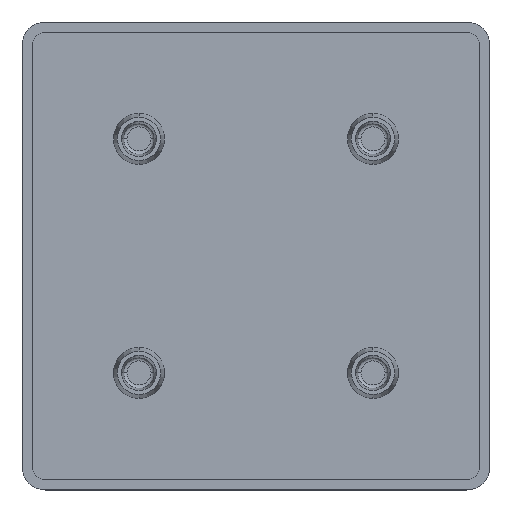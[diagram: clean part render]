
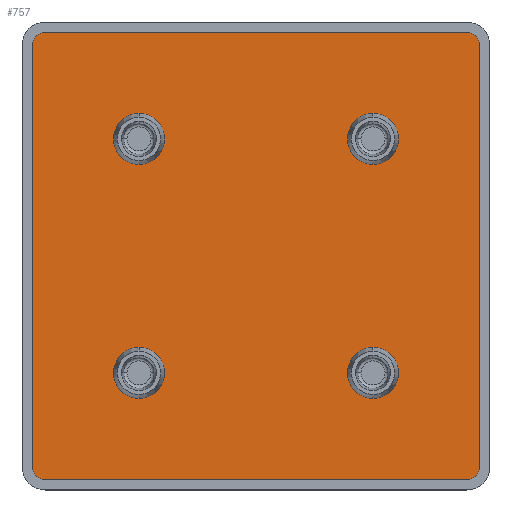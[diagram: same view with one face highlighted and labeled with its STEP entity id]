
A CAD part, top view. The second image highlights one B-rep face of the part: STEP entity #757.
In plain terms, the highlighted planar face has unit normal (0, 0, 1).
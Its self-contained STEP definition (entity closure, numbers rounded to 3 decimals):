
#11 = CARTESIAN_POINT ( 'NONE',  ( 10., -11.85, 1.3 ) ) ;
#14 = VECTOR ( 'NONE', #585, 1000. ) ;
#49 = EDGE_CURVE ( 'NONE', #1807, #2443, #834, .T. ) ;
#62 = AXIS2_PLACEMENT_3D ( 'NONE', #2039, #2687, #947 ) ;
#71 = FACE_BOUND ( 'NONE', #119, .T. ) ;
#102 = VERTEX_POINT ( 'NONE', #2249 ) ;
#113 = DIRECTION ( 'NONE',  ( 0., 1., 0. ) ) ;
#119 = EDGE_LOOP ( 'NONE', ( #1644, #2818 ) ) ;
#122 = EDGE_LOOP ( 'NONE', ( #992, #746 ) ) ;
#159 = DIRECTION ( 'NONE',  ( 0., 0., -1. ) ) ;
#166 = VERTEX_POINT ( 'NONE', #1997 ) ;
#209 = CIRCLE ( 'NONE', #852, 1. ) ;
#279 = DIRECTION ( 'NONE',  ( 0., 1., 0. ) ) ;
#283 = EDGE_LOOP ( 'NONE', ( #2414, #495 ) ) ;
#311 = CIRCLE ( 'NONE', #1501, 1.85 ) ;
#319 = EDGE_LOOP ( 'NONE', ( #544, #977 ) ) ;
#341 = DIRECTION ( 'NONE',  ( 0., 0., 1. ) ) ;
#347 = EDGE_CURVE ( 'NONE', #2772, #844, #1753, .T. ) ;
#352 = AXIS2_PLACEMENT_3D ( 'NONE', #1969, #2635, #1489 ) ;
#387 = CIRCLE ( 'NONE', #1497, 1.85 ) ;
#392 = DIRECTION ( 'NONE',  ( 0., 0., -1. ) ) ;
#398 = VERTEX_POINT ( 'NONE', #1723 ) ;
#400 = CARTESIAN_POINT ( 'NONE',  ( 10., 11.85, 1.3 ) ) ;
#409 = ORIENTED_EDGE ( 'NONE', *, *, #2105, .T. ) ;
#417 = VERTEX_POINT ( 'NONE', #1450 ) ;
#442 = VERTEX_POINT ( 'NONE', #1680 ) ;
#469 = DIRECTION ( 'NONE',  ( -1., 0., 0. ) ) ;
#473 = EDGE_CURVE ( 'NONE', #398, #789, #681, .T. ) ;
#495 = ORIENTED_EDGE ( 'NONE', *, *, #1693, .T. ) ;
#496 = AXIS2_PLACEMENT_3D ( 'NONE', #1090, #392, #2855 ) ;
#505 = VERTEX_POINT ( 'NONE', #400 ) ;
#511 = DIRECTION ( 'NONE',  ( 0., 0., 1. ) ) ;
#512 = DIRECTION ( 'NONE',  ( 0., 1., 0. ) ) ;
#533 = VERTEX_POINT ( 'NONE', #11 ) ;
#544 = ORIENTED_EDGE ( 'NONE', *, *, #347, .T. ) ;
#585 = DIRECTION ( 'NONE',  ( -1., 0., 0. ) ) ;
#601 = DIRECTION ( 'NONE',  ( 0., 0., -1. ) ) ;
#613 = CARTESIAN_POINT ( 'NONE',  ( 0., 19.1, 1.3 ) ) ;
#681 = CIRCLE ( 'NONE', #1422, 1.85 ) ;
#687 = EDGE_CURVE ( 'NONE', #734, #442, #1577, .T. ) ;
#697 = CARTESIAN_POINT ( 'NONE',  ( 19.1, 0., 1.3 ) ) ;
#716 = AXIS2_PLACEMENT_3D ( 'NONE', #1296, #1529, #1077 ) ;
#731 = ORIENTED_EDGE ( 'NONE', *, *, #1431, .T. ) ;
#734 = VERTEX_POINT ( 'NONE', #1126 ) ;
#746 = ORIENTED_EDGE ( 'NONE', *, *, #2043, .T. ) ;
#753 = DIRECTION ( 'NONE',  ( 0., 0., 1. ) ) ;
#757 = ADVANCED_FACE ( 'NONE', ( #2740, #2307, #71, #2320, #1455 ), #1226, .T. ) ;
#759 = VERTEX_POINT ( 'NONE', #2101 ) ;
#766 = CIRCLE ( 'NONE', #2263, 1. ) ;
#789 = VERTEX_POINT ( 'NONE', #1626 ) ;
#796 = AXIS2_PLACEMENT_3D ( 'NONE', #1433, #341, #2142 ) ;
#811 = CARTESIAN_POINT ( 'NONE',  ( -10., 11.85, 1.3 ) ) ;
#834 = LINE ( 'NONE', #1683, #1768 ) ;
#844 = VERTEX_POINT ( 'NONE', #1495 ) ;
#852 = AXIS2_PLACEMENT_3D ( 'NONE', #2049, #511, #469 ) ;
#860 = CARTESIAN_POINT ( 'NONE',  ( 18.1, -19.1, 1.3 ) ) ;
#930 = EDGE_CURVE ( 'NONE', #166, #2574, #2608, .T. ) ;
#947 = DIRECTION ( 'NONE',  ( 0., 1., 0. ) ) ;
#949 = DIRECTION ( 'NONE',  ( 1., 0., 0. ) ) ;
#977 = ORIENTED_EDGE ( 'NONE', *, *, #1233, .T. ) ;
#985 = CARTESIAN_POINT ( 'NONE',  ( -10., -10., 1.3 ) ) ;
#992 = ORIENTED_EDGE ( 'NONE', *, *, #2002, .T. ) ;
#1030 = DIRECTION ( 'NONE',  ( 0., 1., 0. ) ) ;
#1077 = DIRECTION ( 'NONE',  ( -1., 0., 0. ) ) ;
#1080 = VERTEX_POINT ( 'NONE', #1311 ) ;
#1090 = CARTESIAN_POINT ( 'NONE',  ( 10., 10., 1.3 ) ) ;
#1126 = CARTESIAN_POINT ( 'NONE',  ( 19.1, -18.1, 1.3 ) ) ;
#1195 = AXIS2_PLACEMENT_3D ( 'NONE', #1898, #601, #1030 ) ;
#1226 = PLANE ( 'NONE',  #1692 ) ;
#1233 = EDGE_CURVE ( 'NONE', #844, #2772, #387, .T. ) ;
#1296 = CARTESIAN_POINT ( 'NONE',  ( 18.1, 18.1, 1.3 ) ) ;
#1311 = CARTESIAN_POINT ( 'NONE',  ( -18.1, 19.1, 1.3 ) ) ;
#1369 = CARTESIAN_POINT ( 'NONE',  ( -18.1, -19.1, 1.3 ) ) ;
#1400 = CARTESIAN_POINT ( 'NONE',  ( 10., -10., 1.3 ) ) ;
#1422 = AXIS2_PLACEMENT_3D ( 'NONE', #2830, #159, #2365 ) ;
#1431 = EDGE_CURVE ( 'NONE', #2443, #734, #766, .T. ) ;
#1433 = CARTESIAN_POINT ( 'NONE',  ( -18.1, -18.1, 1.3 ) ) ;
#1450 = CARTESIAN_POINT ( 'NONE',  ( 18.1, 19.1, 1.3 ) ) ;
#1455 = FACE_OUTER_BOUND ( 'NONE', #2473, .T. ) ;
#1475 = CARTESIAN_POINT ( 'NONE',  ( 18.1, -18.1, 1.3 ) ) ;
#1489 = DIRECTION ( 'NONE',  ( 0., -1., 0. ) ) ;
#1495 = CARTESIAN_POINT ( 'NONE',  ( -10., 8.15, 1.3 ) ) ;
#1497 = AXIS2_PLACEMENT_3D ( 'NONE', #2564, #2113, #113 ) ;
#1501 = AXIS2_PLACEMENT_3D ( 'NONE', #985, #2526, #1888 ) ;
#1529 = DIRECTION ( 'NONE',  ( 0., 0., 1. ) ) ;
#1553 = EDGE_CURVE ( 'NONE', #1080, #166, #209, .T. ) ;
#1577 = LINE ( 'NONE', #697, #1974 ) ;
#1620 = DIRECTION ( 'NONE',  ( 0., 0., -1. ) ) ;
#1626 = CARTESIAN_POINT ( 'NONE',  ( -10., -8.15, 1.3 ) ) ;
#1644 = ORIENTED_EDGE ( 'NONE', *, *, #1933, .T. ) ;
#1680 = CARTESIAN_POINT ( 'NONE',  ( 19.1, 18.1, 1.3 ) ) ;
#1683 = CARTESIAN_POINT ( 'NONE',  ( 0., -19.1, 1.3 ) ) ;
#1688 = LINE ( 'NONE', #613, #14 ) ;
#1692 = AXIS2_PLACEMENT_3D ( 'NONE', #2545, #753, #949 ) ;
#1693 = EDGE_CURVE ( 'NONE', #789, #398, #311, .T. ) ;
#1698 = CIRCLE ( 'NONE', #2270, 1.85 ) ;
#1723 = CARTESIAN_POINT ( 'NONE',  ( -10., -11.85, 1.3 ) ) ;
#1743 = CIRCLE ( 'NONE', #496, 1.85 ) ;
#1753 = CIRCLE ( 'NONE', #1195, 1.85 ) ;
#1768 = VECTOR ( 'NONE', #2577, 1000. ) ;
#1807 = VERTEX_POINT ( 'NONE', #1369 ) ;
#1888 = DIRECTION ( 'NONE',  ( 0., -1., 0. ) ) ;
#1898 = CARTESIAN_POINT ( 'NONE',  ( -10., 10., 1.3 ) ) ;
#1917 = DIRECTION ( 'NONE',  ( 0., -1., 0. ) ) ;
#1933 = EDGE_CURVE ( 'NONE', #759, #533, #1698, .T. ) ;
#1969 = CARTESIAN_POINT ( 'NONE',  ( 10., 10., 1.3 ) ) ;
#1974 = VECTOR ( 'NONE', #279, 1000. ) ;
#1997 = CARTESIAN_POINT ( 'NONE',  ( -19.1, 18.1, 1.3 ) ) ;
#2002 = EDGE_CURVE ( 'NONE', #102, #505, #2778, .T. ) ;
#2025 = ORIENTED_EDGE ( 'NONE', *, *, #2283, .T. ) ;
#2026 = ORIENTED_EDGE ( 'NONE', *, *, #930, .T. ) ;
#2039 = CARTESIAN_POINT ( 'NONE',  ( 10., -10., 1.3 ) ) ;
#2043 = EDGE_CURVE ( 'NONE', #505, #102, #1743, .T. ) ;
#2049 = CARTESIAN_POINT ( 'NONE',  ( -18.1, 18.1, 1.3 ) ) ;
#2070 = CARTESIAN_POINT ( 'NONE',  ( -19.1, -18.1, 1.3 ) ) ;
#2101 = CARTESIAN_POINT ( 'NONE',  ( 10., -8.15, 1.3 ) ) ;
#2105 = EDGE_CURVE ( 'NONE', #417, #1080, #1688, .T. ) ;
#2113 = DIRECTION ( 'NONE',  ( 0., 0., -1. ) ) ;
#2142 = DIRECTION ( 'NONE',  ( -1., 0., 0. ) ) ;
#2161 = VECTOR ( 'NONE', #1917, 1000. ) ;
#2249 = CARTESIAN_POINT ( 'NONE',  ( 10., 8.15, 1.3 ) ) ;
#2263 = AXIS2_PLACEMENT_3D ( 'NONE', #1475, #2867, #2646 ) ;
#2264 = ORIENTED_EDGE ( 'NONE', *, *, #49, .T. ) ;
#2270 = AXIS2_PLACEMENT_3D ( 'NONE', #1400, #1620, #512 ) ;
#2283 = EDGE_CURVE ( 'NONE', #442, #417, #2846, .T. ) ;
#2304 = CIRCLE ( 'NONE', #62, 1.85 ) ;
#2307 = FACE_BOUND ( 'NONE', #319, .T. ) ;
#2320 = FACE_BOUND ( 'NONE', #122, .T. ) ;
#2355 = ORIENTED_EDGE ( 'NONE', *, *, #2680, .T. ) ;
#2365 = DIRECTION ( 'NONE',  ( 0., -1., 0. ) ) ;
#2414 = ORIENTED_EDGE ( 'NONE', *, *, #473, .T. ) ;
#2424 = CARTESIAN_POINT ( 'NONE',  ( -19.1, 0., 1.3 ) ) ;
#2443 = VERTEX_POINT ( 'NONE', #860 ) ;
#2473 = EDGE_LOOP ( 'NONE', ( #731, #2515, #2025, #409, #2743, #2026, #2355, #2264 ) ) ;
#2515 = ORIENTED_EDGE ( 'NONE', *, *, #687, .T. ) ;
#2526 = DIRECTION ( 'NONE',  ( 0., 0., -1. ) ) ;
#2545 = CARTESIAN_POINT ( 'NONE',  ( 0., 0., 1.3 ) ) ;
#2564 = CARTESIAN_POINT ( 'NONE',  ( -10., 10., 1.3 ) ) ;
#2574 = VERTEX_POINT ( 'NONE', #2070 ) ;
#2577 = DIRECTION ( 'NONE',  ( 1., 0., 0. ) ) ;
#2588 = EDGE_CURVE ( 'NONE', #533, #759, #2304, .T. ) ;
#2608 = LINE ( 'NONE', #2424, #2161 ) ;
#2635 = DIRECTION ( 'NONE',  ( 0., 0., -1. ) ) ;
#2646 = DIRECTION ( 'NONE',  ( -1., 0., 0. ) ) ;
#2680 = EDGE_CURVE ( 'NONE', #2574, #1807, #2805, .T. ) ;
#2687 = DIRECTION ( 'NONE',  ( 0., 0., -1. ) ) ;
#2740 = FACE_BOUND ( 'NONE', #283, .T. ) ;
#2743 = ORIENTED_EDGE ( 'NONE', *, *, #1553, .T. ) ;
#2772 = VERTEX_POINT ( 'NONE', #811 ) ;
#2778 = CIRCLE ( 'NONE', #352, 1.85 ) ;
#2805 = CIRCLE ( 'NONE', #796, 1. ) ;
#2818 = ORIENTED_EDGE ( 'NONE', *, *, #2588, .T. ) ;
#2830 = CARTESIAN_POINT ( 'NONE',  ( -10., -10., 1.3 ) ) ;
#2846 = CIRCLE ( 'NONE', #716, 1. ) ;
#2855 = DIRECTION ( 'NONE',  ( 0., -1., 0. ) ) ;
#2867 = DIRECTION ( 'NONE',  ( 0., 0., 1. ) ) ;
